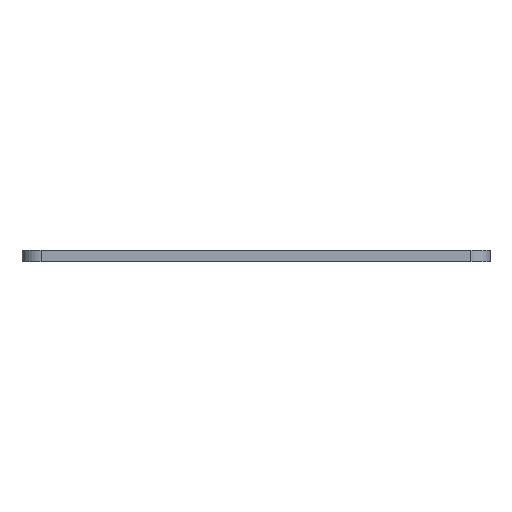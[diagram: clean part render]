
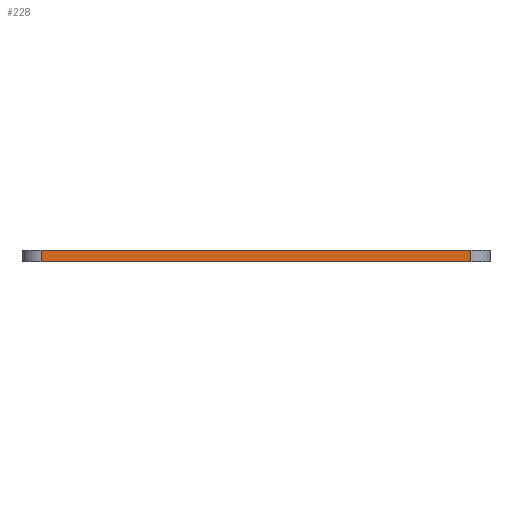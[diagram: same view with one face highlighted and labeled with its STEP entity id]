
A CAD part, front view. The second image highlights one B-rep face of the part: STEP entity #228.
In plain terms, the highlighted planar face has unit normal (0, -1, 0).
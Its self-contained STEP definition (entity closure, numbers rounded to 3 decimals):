
#43 = CYLINDRICAL_SURFACE('',#44,2.54);
#44 = AXIS2_PLACEMENT_3D('',#45,#46,#47);
#45 = CARTESIAN_POINT('',(119.799,-146.596,0.));
#46 = DIRECTION('',(-0.,-0.,-1.));
#47 = DIRECTION('',(1.,0.,-0.));
#68 = VERTEX_POINT('',#69);
#69 = CARTESIAN_POINT('',(119.799,-149.136,1.6));
#84 = PLANE('',#85);
#85 = AXIS2_PLACEMENT_3D('',#86,#87,#88);
#86 = CARTESIAN_POINT('',(148.501,-105.004,1.6));
#87 = DIRECTION('',(0.,0.,1.));
#88 = DIRECTION('',(1.,0.,-0.));
#96 = EDGE_CURVE('',#97,#68,#99,.T.);
#97 = VERTEX_POINT('',#98);
#98 = CARTESIAN_POINT('',(119.799,-149.136,0.));
#99 = SURFACE_CURVE('',#100,(#104,#111),.PCURVE_S1.);
#100 = LINE('',#101,#102);
#101 = CARTESIAN_POINT('',(119.799,-149.136,0.));
#102 = VECTOR('',#103,1.);
#103 = DIRECTION('',(0.,0.,1.));
#104 = PCURVE('',#43,#105);
#105 = DEFINITIONAL_REPRESENTATION('',(#106),#110);
#106 = LINE('',#107,#108);
#107 = CARTESIAN_POINT('',(-4.712,0.));
#108 = VECTOR('',#109,1.);
#109 = DIRECTION('',(-0.,-1.));
#110 = ( GEOMETRIC_REPRESENTATION_CONTEXT(2) 
PARAMETRIC_REPRESENTATION_CONTEXT() REPRESENTATION_CONTEXT('2D SPACE',''
  ) );
#111 = PCURVE('',#112,#117);
#112 = PLANE('',#113);
#113 = AXIS2_PLACEMENT_3D('',#114,#115,#116);
#114 = CARTESIAN_POINT('',(177.203,-149.136,0.));
#115 = DIRECTION('',(0.,-1.,0.));
#116 = DIRECTION('',(-1.,0.,0.));
#117 = DEFINITIONAL_REPRESENTATION('',(#118),#122);
#118 = LINE('',#119,#120);
#119 = CARTESIAN_POINT('',(57.404,0.));
#120 = VECTOR('',#121,1.);
#121 = DIRECTION('',(0.,-1.));
#122 = ( GEOMETRIC_REPRESENTATION_CONTEXT(2) 
PARAMETRIC_REPRESENTATION_CONTEXT() REPRESENTATION_CONTEXT('2D SPACE',''
  ) );
#139 = PLANE('',#140);
#140 = AXIS2_PLACEMENT_3D('',#141,#142,#143);
#141 = CARTESIAN_POINT('',(148.501,-105.004,0.));
#142 = DIRECTION('',(0.,0.,1.));
#143 = DIRECTION('',(1.,0.,-0.));
#228 = ADVANCED_FACE('',(#229),#112,.T.);
#229 = FACE_BOUND('',#230,.T.);
#230 = EDGE_LOOP('',(#231,#261,#282,#283));
#231 = ORIENTED_EDGE('',*,*,#232,.T.);
#232 = EDGE_CURVE('',#233,#235,#237,.T.);
#233 = VERTEX_POINT('',#234);
#234 = CARTESIAN_POINT('',(177.203,-149.136,0.));
#235 = VERTEX_POINT('',#236);
#236 = CARTESIAN_POINT('',(177.203,-149.136,1.6));
#237 = SURFACE_CURVE('',#238,(#242,#249),.PCURVE_S1.);
#238 = LINE('',#239,#240);
#239 = CARTESIAN_POINT('',(177.203,-149.136,0.));
#240 = VECTOR('',#241,1.);
#241 = DIRECTION('',(0.,0.,1.));
#242 = PCURVE('',#112,#243);
#243 = DEFINITIONAL_REPRESENTATION('',(#244),#248);
#244 = LINE('',#245,#246);
#245 = CARTESIAN_POINT('',(0.,-0.));
#246 = VECTOR('',#247,1.);
#247 = DIRECTION('',(0.,-1.));
#248 = ( GEOMETRIC_REPRESENTATION_CONTEXT(2) 
PARAMETRIC_REPRESENTATION_CONTEXT() REPRESENTATION_CONTEXT('2D SPACE',''
  ) );
#249 = PCURVE('',#250,#255);
#250 = CYLINDRICAL_SURFACE('',#251,2.54);
#251 = AXIS2_PLACEMENT_3D('',#252,#253,#254);
#252 = CARTESIAN_POINT('',(177.203,-146.596,0.));
#253 = DIRECTION('',(-0.,-0.,-1.));
#254 = DIRECTION('',(1.,0.,-0.));
#255 = DEFINITIONAL_REPRESENTATION('',(#256),#260);
#256 = LINE('',#257,#258);
#257 = CARTESIAN_POINT('',(-4.712,0.));
#258 = VECTOR('',#259,1.);
#259 = DIRECTION('',(-0.,-1.));
#260 = ( GEOMETRIC_REPRESENTATION_CONTEXT(2) 
PARAMETRIC_REPRESENTATION_CONTEXT() REPRESENTATION_CONTEXT('2D SPACE',''
  ) );
#261 = ORIENTED_EDGE('',*,*,#262,.T.);
#262 = EDGE_CURVE('',#235,#68,#263,.T.);
#263 = SURFACE_CURVE('',#264,(#268,#275),.PCURVE_S1.);
#264 = LINE('',#265,#266);
#265 = CARTESIAN_POINT('',(177.203,-149.136,1.6));
#266 = VECTOR('',#267,1.);
#267 = DIRECTION('',(-1.,0.,0.));
#268 = PCURVE('',#112,#269);
#269 = DEFINITIONAL_REPRESENTATION('',(#270),#274);
#270 = LINE('',#271,#272);
#271 = CARTESIAN_POINT('',(0.,-1.6));
#272 = VECTOR('',#273,1.);
#273 = DIRECTION('',(1.,0.));
#274 = ( GEOMETRIC_REPRESENTATION_CONTEXT(2) 
PARAMETRIC_REPRESENTATION_CONTEXT() REPRESENTATION_CONTEXT('2D SPACE',''
  ) );
#275 = PCURVE('',#84,#276);
#276 = DEFINITIONAL_REPRESENTATION('',(#277),#281);
#277 = LINE('',#278,#279);
#278 = CARTESIAN_POINT('',(28.702,-44.132));
#279 = VECTOR('',#280,1.);
#280 = DIRECTION('',(-1.,0.));
#281 = ( GEOMETRIC_REPRESENTATION_CONTEXT(2) 
PARAMETRIC_REPRESENTATION_CONTEXT() REPRESENTATION_CONTEXT('2D SPACE',''
  ) );
#282 = ORIENTED_EDGE('',*,*,#96,.F.);
#283 = ORIENTED_EDGE('',*,*,#284,.F.);
#284 = EDGE_CURVE('',#233,#97,#285,.T.);
#285 = SURFACE_CURVE('',#286,(#290,#297),.PCURVE_S1.);
#286 = LINE('',#287,#288);
#287 = CARTESIAN_POINT('',(177.203,-149.136,0.));
#288 = VECTOR('',#289,1.);
#289 = DIRECTION('',(-1.,0.,0.));
#290 = PCURVE('',#112,#291);
#291 = DEFINITIONAL_REPRESENTATION('',(#292),#296);
#292 = LINE('',#293,#294);
#293 = CARTESIAN_POINT('',(0.,-0.));
#294 = VECTOR('',#295,1.);
#295 = DIRECTION('',(1.,0.));
#296 = ( GEOMETRIC_REPRESENTATION_CONTEXT(2) 
PARAMETRIC_REPRESENTATION_CONTEXT() REPRESENTATION_CONTEXT('2D SPACE',''
  ) );
#297 = PCURVE('',#139,#298);
#298 = DEFINITIONAL_REPRESENTATION('',(#299),#303);
#299 = LINE('',#300,#301);
#300 = CARTESIAN_POINT('',(28.702,-44.132));
#301 = VECTOR('',#302,1.);
#302 = DIRECTION('',(-1.,0.));
#303 = ( GEOMETRIC_REPRESENTATION_CONTEXT(2) 
PARAMETRIC_REPRESENTATION_CONTEXT() REPRESENTATION_CONTEXT('2D SPACE',''
  ) );
